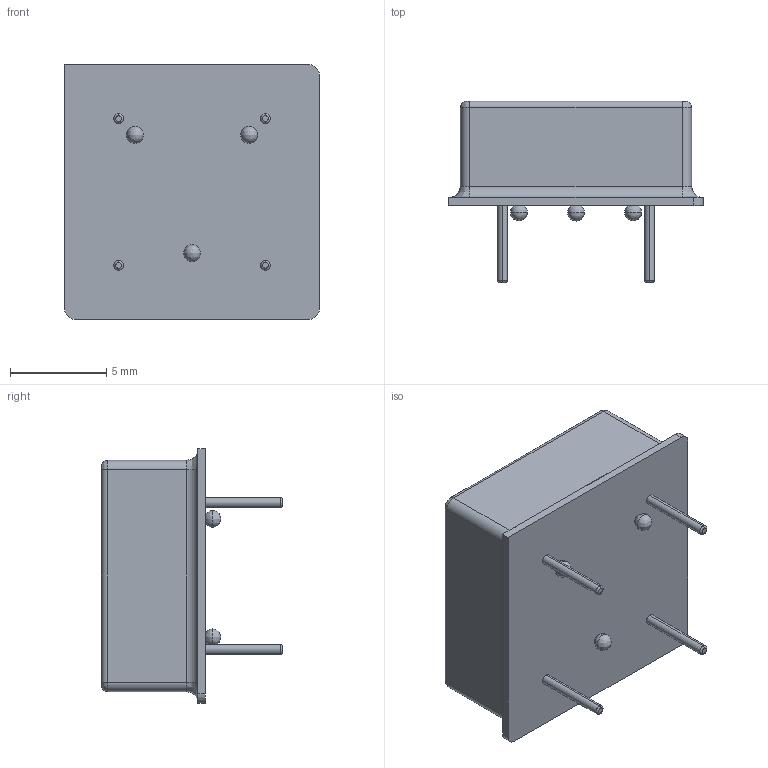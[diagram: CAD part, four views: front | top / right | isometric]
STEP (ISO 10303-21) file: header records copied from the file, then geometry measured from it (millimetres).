
FILE_DESCRIPTION (( 'STEP AP214' ), '1' );
FILE_NAME ('ECS-2100AX-036.STEP', '2020-11-15T08:50:17', ( '' ), ( '' ), 'SwSTEP 2.0', 'SolidWorks 2017', '' );
FILE_SCHEMA (( 'AUTOMOTIVE_DESIGN' ));
Length unit declared in the file: millimetre
Products named in the file (1): ECS-2100AX-036
Bounding box: 13.2 x 9.4 x 13.2 mm (x, y, z)
Volume: 795.5 mm3; surface area: 620.3 mm2
Topology: 8 solids, 8 shells, 70 faces, 145 edges, 82 vertices
Faces by surface type: plane 25, cylinder 23, bspline 22
Entity records: 2198 total; most frequent: CARTESIAN_POINT 774, DIRECTION 269, ORIENTED_EDGE 266, EDGE_CURVE 133, AXIS2_PLACEMENT_3D 109, VERTEX_POINT 82, EDGE_LOOP 73, ADVANCED_FACE 70
